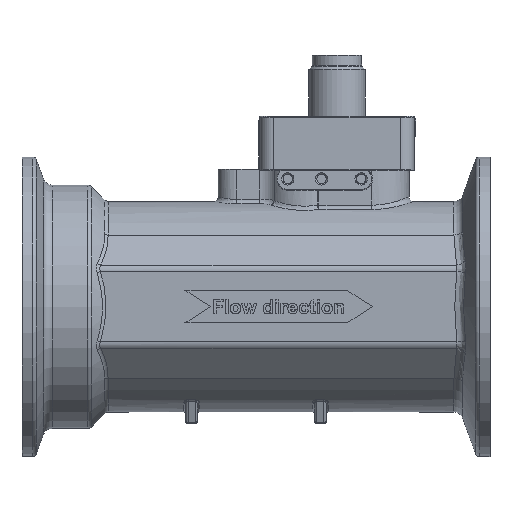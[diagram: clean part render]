
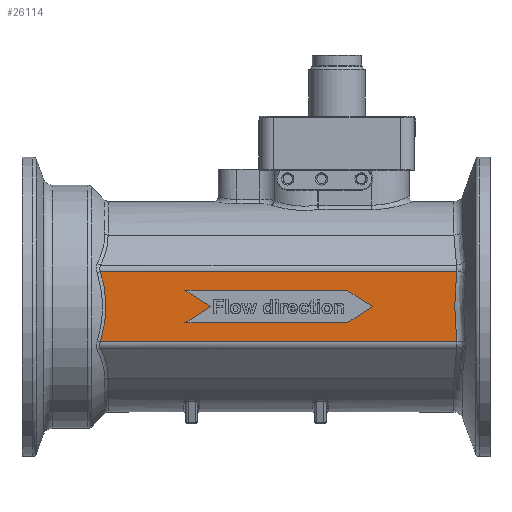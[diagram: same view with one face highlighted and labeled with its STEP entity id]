
A CAD part, top view. The second image highlights one B-rep face of the part: STEP entity #26114.
In plain terms, the highlighted planar face has unit normal (0, 0, 1).
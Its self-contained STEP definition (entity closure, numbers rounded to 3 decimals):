
#826=FACE_BOUND('',#9939,.T.);
#3955=LINE('',#46103,#6202);
#3956=LINE('',#46111,#6203);
#3957=LINE('',#46114,#6204);
#3958=LINE('',#46116,#6205);
#3959=LINE('',#46118,#6206);
#3960=LINE('',#46120,#6207);
#3961=LINE('',#46122,#6208);
#3962=LINE('',#46123,#6209);
#6202=VECTOR('',#32547,10.);
#6203=VECTOR('',#32550,10.);
#6204=VECTOR('',#32551,10.);
#6205=VECTOR('',#32552,10.);
#6206=VECTOR('',#32553,10.);
#6207=VECTOR('',#32554,10.);
#6208=VECTOR('',#32555,10.);
#6209=VECTOR('',#32556,10.);
#7286=B_SPLINE_CURVE_WITH_KNOTS('',3,(#45853,#45854,#45855,#45856,#45857),
 .UNSPECIFIED.,.F.,.F.,(4,1,4),(0.,0.653,1.523),
 .UNSPECIFIED.);
#7299=B_SPLINE_CURVE_WITH_KNOTS('',3,(#46106,#46107,#46108,#46109,#46110),
 .UNSPECIFIED.,.F.,.F.,(4,1,4),(0.,0.644,1.503),
 .UNSPECIFIED.);
#8451=FACE_OUTER_BOUND('',#9938,.T.);
#9938=EDGE_LOOP('',(#22426,#22427,#22428,#22429));
#9939=EDGE_LOOP('',(#22430,#22431,#22432,#22433,#22434,#22435));
#12951=VERTEX_POINT('',#45818);
#12953=VERTEX_POINT('',#45851);
#12971=VERTEX_POINT('',#46098);
#12972=VERTEX_POINT('',#46105);
#12973=VERTEX_POINT('',#46112);
#12974=VERTEX_POINT('',#46113);
#12975=VERTEX_POINT('',#46115);
#12976=VERTEX_POINT('',#46117);
#12977=VERTEX_POINT('',#46119);
#12978=VERTEX_POINT('',#46121);
#16249=EDGE_CURVE('',#12953,#12951,#7286,.T.);
#16285=EDGE_CURVE('',#12971,#12951,#3955,.T.);
#16286=EDGE_CURVE('',#12971,#12972,#7299,.T.);
#16287=EDGE_CURVE('',#12953,#12972,#3956,.T.);
#16288=EDGE_CURVE('',#12973,#12974,#3957,.T.);
#16289=EDGE_CURVE('',#12974,#12975,#3958,.T.);
#16290=EDGE_CURVE('',#12975,#12976,#3959,.T.);
#16291=EDGE_CURVE('',#12976,#12977,#3960,.T.);
#16292=EDGE_CURVE('',#12977,#12978,#3961,.T.);
#16293=EDGE_CURVE('',#12978,#12973,#3962,.T.);
#22426=ORIENTED_EDGE('',*,*,#16286,.F.);
#22427=ORIENTED_EDGE('',*,*,#16285,.T.);
#22428=ORIENTED_EDGE('',*,*,#16249,.F.);
#22429=ORIENTED_EDGE('',*,*,#16287,.T.);
#22430=ORIENTED_EDGE('',*,*,#16288,.T.);
#22431=ORIENTED_EDGE('',*,*,#16289,.T.);
#22432=ORIENTED_EDGE('',*,*,#16290,.T.);
#22433=ORIENTED_EDGE('',*,*,#16291,.T.);
#22434=ORIENTED_EDGE('',*,*,#16292,.T.);
#22435=ORIENTED_EDGE('',*,*,#16293,.T.);
#24926=PLANE('',#27845);
#26114=ADVANCED_FACE('',(#8451,#826),#24926,.T.);
#27845=AXIS2_PLACEMENT_3D('',#46104,#32548,#32549);
#32547=DIRECTION('',(-1.,0.,0.));
#32548=DIRECTION('center_axis',(0.,0.,1.));
#32549=DIRECTION('ref_axis',(0.,1.,0.));
#32550=DIRECTION('',(1.,0.,0.));
#32551=DIRECTION('',(-1.,0.,0.));
#32552=DIRECTION('',(0.839,0.545,0.));
#32553=DIRECTION('',(-0.839,0.545,0.));
#32554=DIRECTION('',(1.,0.,0.));
#32555=DIRECTION('',(0.839,-0.545,0.));
#32556=DIRECTION('',(-0.839,-0.545,0.));
#45818=CARTESIAN_POINT('',(-33.23,7.5,23.));
#45851=CARTESIAN_POINT('',(-33.23,-7.5,23.));
#45853=CARTESIAN_POINT('Ctrl Pts',(-33.23,-7.5,23.));
#45854=CARTESIAN_POINT('Ctrl Pts',(-32.609,-5.415,
23.));
#45855=CARTESIAN_POINT('Ctrl Pts',(-31.667,-0.378,
23.));
#45856=CARTESIAN_POINT('Ctrl Pts',(-32.401,4.721,23.));
#45857=CARTESIAN_POINT('Ctrl Pts',(-33.23,7.5,23.));
#46098=CARTESIAN_POINT('',(42.874,7.5,23.));
#46103=CARTESIAN_POINT('',(27.,7.5,23.));
#46104=CARTESIAN_POINT('Origin',(27.,-7.5,23.));
#46105=CARTESIAN_POINT('',(42.874,-7.5,23.));
#46106=CARTESIAN_POINT('Ctrl Pts',(42.874,7.5,23.));
#46107=CARTESIAN_POINT('Ctrl Pts',(42.651,5.365,23.));
#46108=CARTESIAN_POINT('Ctrl Pts',(42.334,0.36,23.));
#46109=CARTESIAN_POINT('Ctrl Pts',(42.577,-4.653,23.));
#46110=CARTESIAN_POINT('Ctrl Pts',(42.874,-7.5,23.));
#46111=CARTESIAN_POINT('',(27.,-7.5,23.));
#46112=CARTESIAN_POINT('',(19.433,-3.5,23.));
#46113=CARTESIAN_POINT('',(-15.178,-3.5,23.));
#46114=CARTESIAN_POINT('',(23.216,-3.5,23.));
#46115=CARTESIAN_POINT('',(-9.788,0.,23.));
#46116=CARTESIAN_POINT('',(-1.258,5.54,23.));
#46117=CARTESIAN_POINT('',(-15.178,3.5,23.));
#46118=CARTESIAN_POINT('',(4.862,-9.514,23.));
#46119=CARTESIAN_POINT('',(19.433,3.5,23.));
#46120=CARTESIAN_POINT('',(5.911,3.5,23.));
#46121=CARTESIAN_POINT('',(24.822,0.,23.));
#46122=CARTESIAN_POINT('',(24.606,0.14,23.));
#46123=CARTESIAN_POINT('',(23.875,-0.615,23.));
